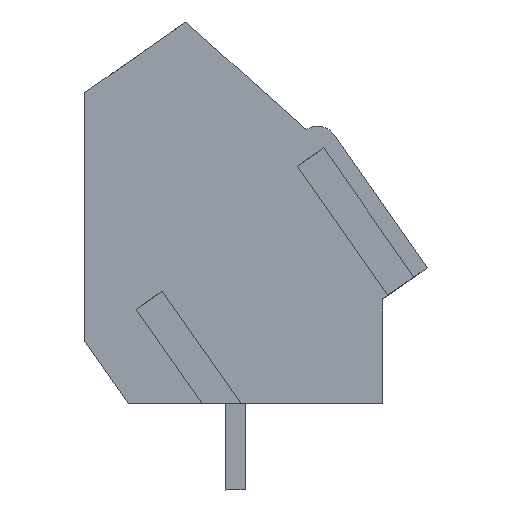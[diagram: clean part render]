
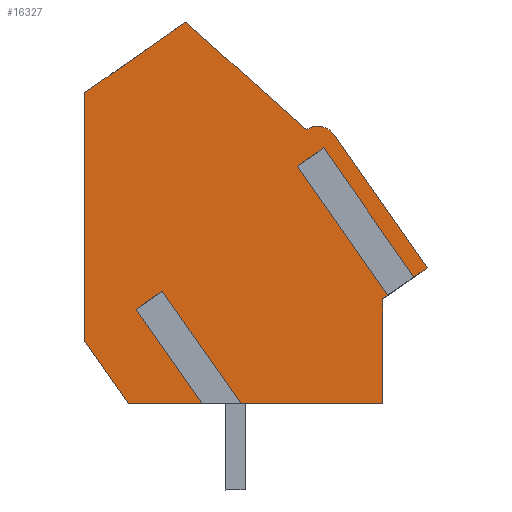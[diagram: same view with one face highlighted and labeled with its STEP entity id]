
A CAD part, left-side view. The second image highlights one B-rep face of the part: STEP entity #16327.
In plain terms, the highlighted planar face has unit normal (-1, 0, 0).
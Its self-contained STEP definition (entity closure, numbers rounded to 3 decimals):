
#16093=AXIS2_PLACEMENT_3D('Circle Axis2P3D',#16091,#16092,$) ;
#16263=AXIS2_PLACEMENT_3D('Plane Axis2P3D',#16260,#16261,#16262) ;
#15225=CARTESIAN_POINT('Vertex',(0.55,0.,9.018)) ;
#15228=CARTESIAN_POINT('Line Origine',(0.55,0.397,8.74)) ;
#15232=CARTESIAN_POINT('Vertex',(0.55,0.794,8.462)) ;
#15253=CARTESIAN_POINT('Vertex',(0.55,1.336,8.083)) ;
#15256=CARTESIAN_POINT('Line Origine',(0.55,1.568,7.92)) ;
#15260=CARTESIAN_POINT('Vertex',(0.55,1.8,7.758)) ;
#15704=CARTESIAN_POINT('Vertex',(0.55,1.8,3.5)) ;
#15707=CARTESIAN_POINT('Line Origine',(0.55,4.87,3.5)) ;
#15711=CARTESIAN_POINT('Vertex',(0.55,7.94,3.5)) ;
#15732=CARTESIAN_POINT('Vertex',(0.55,8.747,3.5)) ;
#15735=CARTESIAN_POINT('Line Origine',(0.55,10.438,3.5)) ;
#15739=CARTESIAN_POINT('Vertex',(0.55,12.128,3.5)) ;
#15891=CARTESIAN_POINT('Line Origine',(0.55,13.014,4.765)) ;
#15895=CARTESIAN_POINT('Vertex',(0.55,13.9,6.03)) ;
#15915=CARTESIAN_POINT('Line Origine',(0.55,13.9,11.081)) ;
#15919=CARTESIAN_POINT('Vertex',(0.55,13.9,16.132)) ;
#16007=CARTESIAN_POINT('Line Origine',(0.55,11.852,17.566)) ;
#16011=CARTESIAN_POINT('Vertex',(0.55,9.804,19.)) ;
#16067=CARTESIAN_POINT('Line Origine',(0.55,7.352,16.811)) ;
#16071=CARTESIAN_POINT('Vertex',(0.55,4.9,14.621)) ;
#16091=CARTESIAN_POINT('Axis2P3D Location',(0.55,4.441,13.966)) ;
#16095=CARTESIAN_POINT('Vertex',(0.55,3.786,14.425)) ;
#16115=CARTESIAN_POINT('Line Origine',(0.55,1.893,11.722)) ;
#16260=CARTESIAN_POINT('Axis2P3D Location',(0.55,13.9,0.)) ;
#16265=CARTESIAN_POINT('Line Origine',(0.55,1.8,5.629)) ;
#16270=CARTESIAN_POINT('Line Origine',(0.55,3.171,10.704)) ;
#16274=CARTESIAN_POINT('Vertex',(0.55,5.007,13.326)) ;
#16277=CARTESIAN_POINT('Line Origine',(0.55,4.736,13.515)) ;
#16281=CARTESIAN_POINT('Vertex',(0.55,4.465,13.705)) ;
#16284=CARTESIAN_POINT('Line Origine',(0.55,2.629,11.084)) ;
#16289=CARTESIAN_POINT('Line Origine',(0.55,10.154,5.508)) ;
#16293=CARTESIAN_POINT('Vertex',(0.55,11.56,7.516)) ;
#16296=CARTESIAN_POINT('Line Origine',(0.55,11.289,7.706)) ;
#16300=CARTESIAN_POINT('Vertex',(0.55,11.018,7.896)) ;
#16303=CARTESIAN_POINT('Line Origine',(0.55,9.479,5.698)) ;
#15229=DIRECTION('Vector Direction',(0.,0.819,-0.574)) ;
#15257=DIRECTION('Vector Direction',(0.,0.819,-0.574)) ;
#15708=DIRECTION('Vector Direction',(0.,1.,0.)) ;
#15736=DIRECTION('Vector Direction',(0.,1.,0.)) ;
#15892=DIRECTION('Vector Direction',(0.,0.574,0.819)) ;
#15916=DIRECTION('Vector Direction',(0.,0.,1.)) ;
#16008=DIRECTION('Vector Direction',(0.,-0.819,0.574)) ;
#16068=DIRECTION('Vector Direction',(0.,-0.746,-0.666)) ;
#16092=DIRECTION('Axis2P3D Direction',(-1.,0.,0.)) ;
#16116=DIRECTION('Vector Direction',(0.,-0.574,-0.819)) ;
#16261=DIRECTION('Axis2P3D Direction',(-1.,0.,0.)) ;
#16262=DIRECTION('Axis2P3D XDirection',(0.,-1.,0.)) ;
#16266=DIRECTION('Vector Direction',(0.,0.,-1.)) ;
#16271=DIRECTION('Vector Direction',(0.,-0.574,-0.819)) ;
#16278=DIRECTION('Vector Direction',(0.,0.819,-0.574)) ;
#16285=DIRECTION('Vector Direction',(0.,-0.574,-0.819)) ;
#16290=DIRECTION('Vector Direction',(0.,-0.574,-0.819)) ;
#16297=DIRECTION('Vector Direction',(0.,-0.819,0.574)) ;
#16304=DIRECTION('Vector Direction',(0.,-0.574,-0.819)) ;
#15230=VECTOR('Line Direction',#15229,1.) ;
#15258=VECTOR('Line Direction',#15257,1.) ;
#15709=VECTOR('Line Direction',#15708,1.) ;
#15737=VECTOR('Line Direction',#15736,1.) ;
#15893=VECTOR('Line Direction',#15892,1.) ;
#15917=VECTOR('Line Direction',#15916,1.) ;
#16009=VECTOR('Line Direction',#16008,1.) ;
#16069=VECTOR('Line Direction',#16068,1.) ;
#16117=VECTOR('Line Direction',#16116,1.) ;
#16267=VECTOR('Line Direction',#16266,1.) ;
#16272=VECTOR('Line Direction',#16271,1.) ;
#16279=VECTOR('Line Direction',#16278,1.) ;
#16286=VECTOR('Line Direction',#16285,1.) ;
#16291=VECTOR('Line Direction',#16290,1.) ;
#16298=VECTOR('Line Direction',#16297,1.) ;
#16305=VECTOR('Line Direction',#16304,1.) ;
#16309=ORIENTED_EDGE('',*,*,#15713,.T.) ;
#16310=ORIENTED_EDGE('',*,*,#16269,.T.) ;
#16311=ORIENTED_EDGE('',*,*,#15262,.T.) ;
#16312=ORIENTED_EDGE('',*,*,#16276,.F.) ;
#16313=ORIENTED_EDGE('',*,*,#16283,.F.) ;
#16314=ORIENTED_EDGE('',*,*,#16288,.T.) ;
#16315=ORIENTED_EDGE('',*,*,#15234,.T.) ;
#16316=ORIENTED_EDGE('',*,*,#16119,.T.) ;
#16317=ORIENTED_EDGE('',*,*,#16097,.T.) ;
#16318=ORIENTED_EDGE('',*,*,#16073,.T.) ;
#16319=ORIENTED_EDGE('',*,*,#16013,.T.) ;
#16320=ORIENTED_EDGE('',*,*,#15921,.T.) ;
#16321=ORIENTED_EDGE('',*,*,#15897,.T.) ;
#16322=ORIENTED_EDGE('',*,*,#15741,.T.) ;
#16323=ORIENTED_EDGE('',*,*,#16295,.F.) ;
#16324=ORIENTED_EDGE('',*,*,#16302,.F.) ;
#16325=ORIENTED_EDGE('',*,*,#16307,.T.) ;
#16327=ADVANCED_FACE('HOUSING',(#16326),#16264,.T.) ;
#16094=CIRCLE('generated circle',#16093,0.8) ;
#15234=EDGE_CURVE('',#15233,#15226,#15231,.F.) ;
#15262=EDGE_CURVE('',#15261,#15254,#15259,.F.) ;
#15713=EDGE_CURVE('',#15712,#15705,#15710,.F.) ;
#15741=EDGE_CURVE('',#15740,#15733,#15738,.F.) ;
#15897=EDGE_CURVE('',#15896,#15740,#15894,.F.) ;
#15921=EDGE_CURVE('',#15920,#15896,#15918,.F.) ;
#16013=EDGE_CURVE('',#16012,#15920,#16010,.F.) ;
#16073=EDGE_CURVE('',#16072,#16012,#16070,.F.) ;
#16097=EDGE_CURVE('',#16096,#16072,#16094,.T.) ;
#16119=EDGE_CURVE('',#15226,#16096,#16118,.F.) ;
#16269=EDGE_CURVE('',#15705,#15261,#16268,.F.) ;
#16276=EDGE_CURVE('',#16275,#15254,#16273,.T.) ;
#16283=EDGE_CURVE('',#16282,#16275,#16280,.T.) ;
#16288=EDGE_CURVE('',#16282,#15233,#16287,.T.) ;
#16295=EDGE_CURVE('',#16294,#15733,#16292,.T.) ;
#16302=EDGE_CURVE('',#16301,#16294,#16299,.F.) ;
#16307=EDGE_CURVE('',#16301,#15712,#16306,.T.) ;
#16308=EDGE_LOOP('',(#16309,#16310,#16311,#16312,#16313,#16314,#16315,#16316,#16317,#16318,#16319,#16320,#16321,#16322,#16323,#16324,#16325)) ;
#16326=FACE_OUTER_BOUND('',#16308,.T.) ;
#15231=LINE('Line',#15228,#15230) ;
#15259=LINE('Line',#15256,#15258) ;
#15710=LINE('Line',#15707,#15709) ;
#15738=LINE('Line',#15735,#15737) ;
#15894=LINE('Line',#15891,#15893) ;
#15918=LINE('Line',#15915,#15917) ;
#16010=LINE('Line',#16007,#16009) ;
#16070=LINE('Line',#16067,#16069) ;
#16118=LINE('Line',#16115,#16117) ;
#16268=LINE('Line',#16265,#16267) ;
#16273=LINE('Line',#16270,#16272) ;
#16280=LINE('Line',#16277,#16279) ;
#16287=LINE('Line',#16284,#16286) ;
#16292=LINE('Line',#16289,#16291) ;
#16299=LINE('Line',#16296,#16298) ;
#16306=LINE('Line',#16303,#16305) ;
#16264=PLANE('',#16263) ;
#15226=VERTEX_POINT('',#15225) ;
#15233=VERTEX_POINT('',#15232) ;
#15254=VERTEX_POINT('',#15253) ;
#15261=VERTEX_POINT('',#15260) ;
#15705=VERTEX_POINT('',#15704) ;
#15712=VERTEX_POINT('',#15711) ;
#15733=VERTEX_POINT('',#15732) ;
#15740=VERTEX_POINT('',#15739) ;
#15896=VERTEX_POINT('',#15895) ;
#15920=VERTEX_POINT('',#15919) ;
#16012=VERTEX_POINT('',#16011) ;
#16072=VERTEX_POINT('',#16071) ;
#16096=VERTEX_POINT('',#16095) ;
#16275=VERTEX_POINT('',#16274) ;
#16282=VERTEX_POINT('',#16281) ;
#16294=VERTEX_POINT('',#16293) ;
#16301=VERTEX_POINT('',#16300) ;
